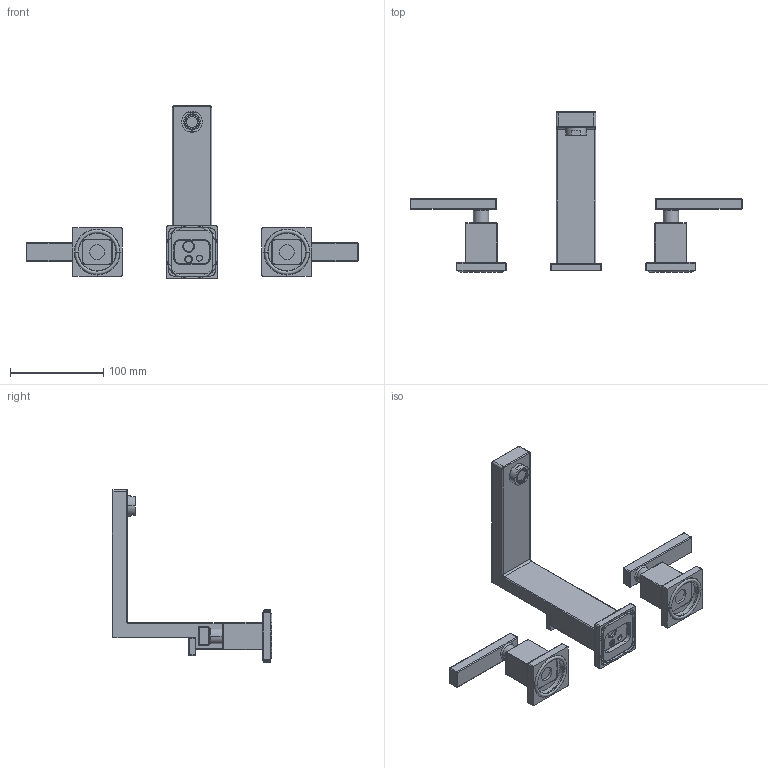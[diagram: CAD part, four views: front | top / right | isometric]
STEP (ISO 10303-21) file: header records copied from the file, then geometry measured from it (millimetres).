
FILE_DESCRIPTION((''),'2;1');
FILE_NAME('2560C','2022-05-05T13:21:47',('NSantos'),(''),'CREO PARAMETRIC BY PTC INC, 2019352','CREO PARAMETRIC BY PTC INC, 2019352','');
FILE_SCHEMA(('CONFIG_CONTROL_DESIGN'));
Products named in the file (1): 2560C
Bounding box: 355.6 x 171.3 x 184.55 mm (x, y, z)
Volume: 203360.1 mm3; surface area: 225038.7 mm2
Topology: 5 solids, 45 shells, 1748 faces, 4913 edges, 3186 vertices
Faces by surface type: cylinder 783, plane 588, bspline 121, torus 107, sphere 88, cone 55, extrusion 6
Entity records: 104632 total; most frequent: CARTESIAN_POINT 62290, ORIENTED_EDGE 9222, DIRECTION 7925, EDGE_CURVE 4905, VERTEX_POINT 3186, AXIS2_PLACEMENT_3D 3042, EDGE_LOOP 1857, VECTOR 1841
